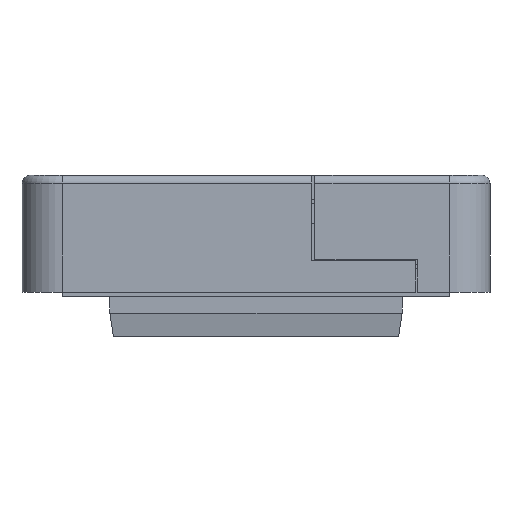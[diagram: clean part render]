
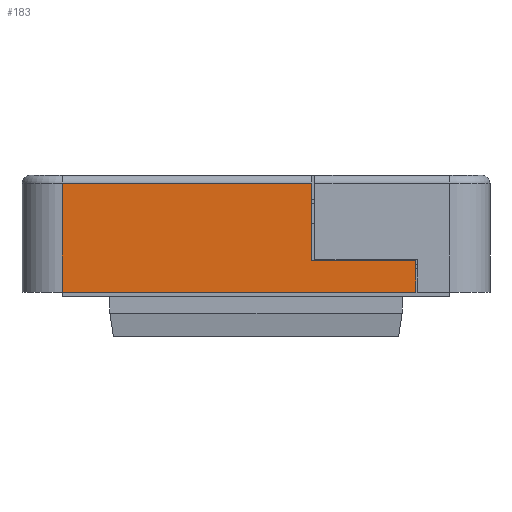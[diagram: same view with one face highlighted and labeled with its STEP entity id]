
A CAD part, left-side view. The second image highlights one B-rep face of the part: STEP entity #183.
In plain terms, the highlighted face is planar.
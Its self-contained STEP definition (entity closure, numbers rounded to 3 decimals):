
#183 = ADVANCED_FACE( '', ( #308 ), #309, .T. );
#308 = FACE_OUTER_BOUND( '', #560, .T. );
#309 = PLANE( '', #561 );
#560 = EDGE_LOOP( '', ( #893, #894, #895, #896, #897, #898 ) );
#561 = AXIS2_PLACEMENT_3D( '', #899, #900, #901 );
#893 = ORIENTED_EDGE( '', *, *, #1660, .F. );
#894 = ORIENTED_EDGE( '', *, *, #1661, .F. );
#895 = ORIENTED_EDGE( '', *, *, #1662, .T. );
#896 = ORIENTED_EDGE( '', *, *, #1663, .F. );
#897 = ORIENTED_EDGE( '', *, *, #1664, .T. );
#898 = ORIENTED_EDGE( '', *, *, #1611, .T. );
#899 = CARTESIAN_POINT( '', ( 60.5, -29., -23. ) );
#900 = DIRECTION( '', ( 1., 0., 0. ) );
#901 = DIRECTION( '', ( 0., 0., -1. ) );
#1611 = EDGE_CURVE( '', #1885, #1883, #1886, .T. );
#1660 = EDGE_CURVE( '', #1981, #1883, #1982, .T. );
#1661 = EDGE_CURVE( '', #1983, #1981, #1984, .T. );
#1662 = EDGE_CURVE( '', #1983, #1985, #1986, .T. );
#1663 = EDGE_CURVE( '', #1987, #1985, #1988, .T. );
#1664 = EDGE_CURVE( '', #1987, #1885, #1989, .T. );
#1883 = VERTEX_POINT( '', #2329 );
#1885 = VERTEX_POINT( '', #2332 );
#1886 = LINE( '', #2333, #2334 );
#1981 = VERTEX_POINT( '', #2455 );
#1982 = LINE( '', #2456, #2457 );
#1983 = VERTEX_POINT( '', #2458 );
#1984 = LINE( '', #2459, #2460 );
#1985 = VERTEX_POINT( '', #2461 );
#1986 = LINE( '', #2462, #2463 );
#1987 = VERTEX_POINT( '', #2464 );
#1988 = LINE( '', #2465, #2466 );
#1989 = LINE( '', #2467, #2468 );
#2329 = CARTESIAN_POINT( '', ( 60.5, -19.8, -8.5 ) );
#2332 = CARTESIAN_POINT( '', ( 60.5, 24., -8.5 ) );
#2333 = CARTESIAN_POINT( '', ( 60.5, 60.5, -8.5 ) );
#2334 = VECTOR( '', #2896, 1000. );
#2455 = CARTESIAN_POINT( '', ( 60.5, -19.8, -12.45 ) );
#2456 = CARTESIAN_POINT( '', ( 60.5, -19.8, -12.45 ) );
#2457 = VECTOR( '', #2989, 1000. );
#2458 = CARTESIAN_POINT( '', ( 60.5, -6.9, -12.45 ) );
#2459 = CARTESIAN_POINT( '', ( 60.5, -6.9, -12.45 ) );
#2460 = VECTOR( '', #2990, 1000. );
#2461 = CARTESIAN_POINT( '', ( 60.5, -6.9, -22. ) );
#2462 = CARTESIAN_POINT( '', ( 60.5, -6.9, -17. ) );
#2463 = VECTOR( '', #2991, 1000. );
#2464 = CARTESIAN_POINT( '', ( 60.5, 24., -22. ) );
#2465 = CARTESIAN_POINT( '', ( 60.5, 60.5, -22. ) );
#2466 = VECTOR( '', #2992, 1000. );
#2467 = CARTESIAN_POINT( '', ( 60.5, 24., -22. ) );
#2468 = VECTOR( '', #2993, 1000. );
#2896 = DIRECTION( '', ( 0., -1., 0. ) );
#2989 = DIRECTION( '', ( 0., 0., 1. ) );
#2990 = DIRECTION( '', ( 0., -1., 0. ) );
#2991 = DIRECTION( '', ( 0., 0., -1. ) );
#2992 = DIRECTION( '', ( 0., -1., 0. ) );
#2993 = DIRECTION( '', ( 0., 0., 1. ) );
